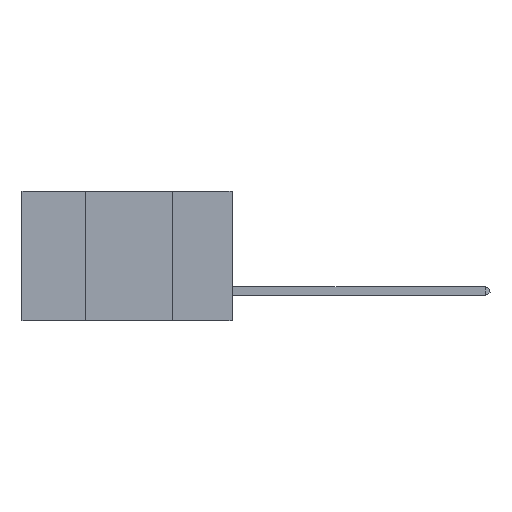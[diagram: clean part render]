
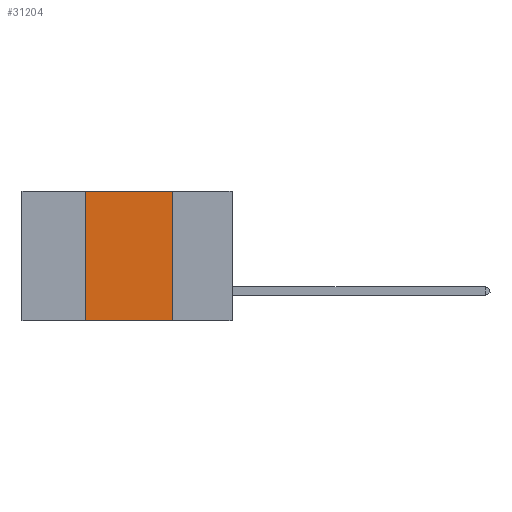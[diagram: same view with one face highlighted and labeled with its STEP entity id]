
A CAD part, left-side view. The second image highlights one B-rep face of the part: STEP entity #31204.
In plain terms, the highlighted planar face has unit normal (-1, 0, 0).
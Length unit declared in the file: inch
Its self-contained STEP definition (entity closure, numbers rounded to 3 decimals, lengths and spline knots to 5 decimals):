
#1212 = VERTEX_POINT ( 'NONE', #17420 ) ;
#2614 = EDGE_CURVE ( 'NONE', #3716, #12540, #40285, .T. ) ;
#3716 = VERTEX_POINT ( 'NONE', #36330 ) ;
#3777 = ORIENTED_EDGE ( 'NONE', *, *, #40296, .F. ) ;
#4872 = DIRECTION ( 'NONE',  ( 0., 0., 1. ) ) ;
#7158 = LINE ( 'NONE', #14735, #40692 ) ;
#7494 = CARTESIAN_POINT ( 'NONE',  ( 0., 0.17, 0. ) ) ;
#8329 = VECTOR ( 'NONE', #38156, 39.37008 ) ;
#9007 = ORIENTED_EDGE ( 'NONE', *, *, #2614, .F. ) ;
#9153 = PLANE ( 'NONE',  #27796 ) ;
#12353 = DIRECTION ( 'NONE',  ( 0., 0., -1. ) ) ;
#12540 = VERTEX_POINT ( 'NONE', #18560 ) ;
#14735 = CARTESIAN_POINT ( 'NONE',  ( 0., 0.42, 0. ) ) ;
#16728 = EDGE_CURVE ( 'NONE', #12540, #1212, #18161, .T. ) ;
#17050 = VECTOR ( 'NONE', #41827, 39.37008 ) ;
#17420 = CARTESIAN_POINT ( 'NONE',  ( 0., 0.17, -0.37 ) ) ;
#18012 = VERTEX_POINT ( 'NONE', #26051 ) ;
#18161 = LINE ( 'NONE', #7494, #18656 ) ;
#18560 = CARTESIAN_POINT ( 'NONE',  ( 0., 0.17, 0. ) ) ;
#18656 = VECTOR ( 'NONE', #34138, 39.37008 ) ;
#22112 = CARTESIAN_POINT ( 'NONE',  ( 0., 0.6, 0. ) ) ;
#23705 = ORIENTED_EDGE ( 'NONE', *, *, #24772, .T. ) ;
#24772 = EDGE_CURVE ( 'NONE', #18012, #1212, #28378, .T. ) ;
#25743 = FACE_OUTER_BOUND ( 'NONE', #29323, .T. ) ;
#26051 = CARTESIAN_POINT ( 'NONE',  ( 0., 0.42, -0.37 ) ) ;
#27796 = AXIS2_PLACEMENT_3D ( 'NONE', #32164, #28746, #12353 ) ;
#28378 = LINE ( 'NONE', #32487, #17050 ) ;
#28746 = DIRECTION ( 'NONE',  ( 1., 0., 0. ) ) ;
#29323 = EDGE_LOOP ( 'NONE', ( #31202, #9007, #3777, #23705 ) ) ;
#31202 = ORIENTED_EDGE ( 'NONE', *, *, #16728, .F. ) ;
#31204 = ADVANCED_FACE ( 'NONE', ( #25743 ), #9153, .F. ) ;
#32164 = CARTESIAN_POINT ( 'NONE',  ( 0., 0.6, 0. ) ) ;
#32487 = CARTESIAN_POINT ( 'NONE',  ( 0., 0.6, -0.37 ) ) ;
#34138 = DIRECTION ( 'NONE',  ( 0., 0., -1. ) ) ;
#36330 = CARTESIAN_POINT ( 'NONE',  ( 0., 0.42, 0. ) ) ;
#38156 = DIRECTION ( 'NONE',  ( 0., -1., 0. ) ) ;
#40285 = LINE ( 'NONE', #22112, #8329 ) ;
#40296 = EDGE_CURVE ( 'NONE', #18012, #3716, #7158, .T. ) ;
#40692 = VECTOR ( 'NONE', #4872, 39.37008 ) ;
#41827 = DIRECTION ( 'NONE',  ( 0., -1., 0. ) ) ;
